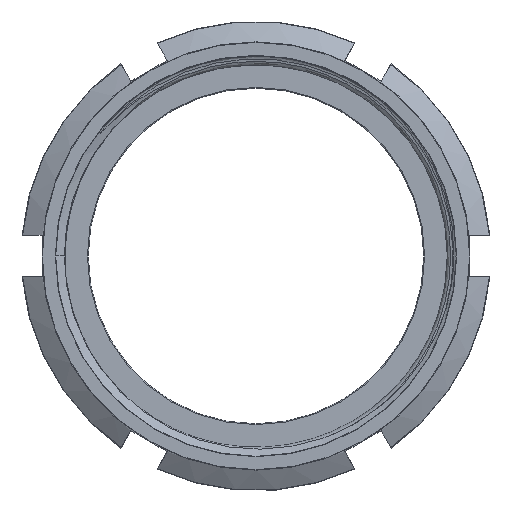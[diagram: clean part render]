
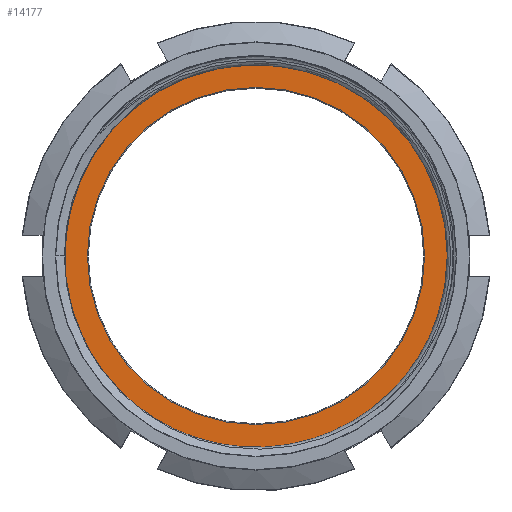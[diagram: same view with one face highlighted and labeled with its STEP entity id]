
A CAD part, left-side view. The second image highlights one B-rep face of the part: STEP entity #14177.
In plain terms, the highlighted planar face has unit normal (-1, 0, 0).
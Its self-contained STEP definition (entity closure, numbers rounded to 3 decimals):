
#677 = ORIENTED_EDGE ( 'NONE', *, *, #18370, .T. ) ;
#1012 = CARTESIAN_POINT ( 'NONE',  ( -4., -40.2, 0. ) ) ;
#1380 = AXIS2_PLACEMENT_3D ( 'NONE', #1898, #13931, #12558 ) ;
#1898 = CARTESIAN_POINT ( 'NONE',  ( -4., 0., 0. ) ) ;
#2503 = CARTESIAN_POINT ( 'NONE',  ( -4., 0., 0. ) ) ;
#2661 = AXIS2_PLACEMENT_3D ( 'NONE', #2503, #14106, #5494 ) ;
#2855 = DIRECTION ( 'NONE',  ( 1., 0., 0. ) ) ;
#3084 = VERTEX_POINT ( 'NONE', #9624 ) ;
#3518 = FACE_BOUND ( 'NONE', #6867, .T. ) ;
#3725 = DIRECTION ( 'NONE',  ( 0., -1., 0. ) ) ;
#4506 = CARTESIAN_POINT ( 'NONE',  ( -4., 0., 0. ) ) ;
#5494 = DIRECTION ( 'NONE',  ( 0., -1., 0. ) ) ;
#5717 = DIRECTION ( 'NONE',  ( 0., -1., 0. ) ) ;
#6501 = CIRCLE ( 'NONE', #6536, 47.732 ) ;
#6536 = AXIS2_PLACEMENT_3D ( 'NONE', #12444, #18078, #3725 ) ;
#6783 = CARTESIAN_POINT ( 'NONE',  ( -4., 47.932, 0. ) ) ;
#6867 = EDGE_LOOP ( 'NONE', ( #10816, #18183 ) ) ;
#7343 = EDGE_CURVE ( 'NONE', #12745, #10810, #14688, .T. ) ;
#7908 = EDGE_LOOP ( 'NONE', ( #677, #14398 ) ) ;
#9624 = CARTESIAN_POINT ( 'NONE',  ( -4., 47.732, 0. ) ) ;
#9743 = EDGE_CURVE ( 'NONE', #10810, #12745, #13930, .T. ) ;
#9844 = AXIS2_PLACEMENT_3D ( 'NONE', #4506, #2855, #5717 ) ;
#10810 = VERTEX_POINT ( 'NONE', #1012 ) ;
#10816 = ORIENTED_EDGE ( 'NONE', *, *, #9743, .T. ) ;
#12444 = CARTESIAN_POINT ( 'NONE',  ( -4., 0., 0. ) ) ;
#12558 = DIRECTION ( 'NONE',  ( 0., -1., 0. ) ) ;
#12593 = DIRECTION ( 'NONE',  ( -1., 0., 0. ) ) ;
#12745 = VERTEX_POINT ( 'NONE', #14354 ) ;
#12761 = VERTEX_POINT ( 'NONE', #14484 ) ;
#13035 = PLANE ( 'NONE',  #13567 ) ;
#13567 = AXIS2_PLACEMENT_3D ( 'NONE', #6783, #12593, #17183 ) ;
#13930 = CIRCLE ( 'NONE', #9844, 40.2 ) ;
#13931 = DIRECTION ( 'NONE',  ( 1., 0., 0. ) ) ;
#14106 = DIRECTION ( 'NONE',  ( -1., 0., 0. ) ) ;
#14123 = FACE_OUTER_BOUND ( 'NONE', #7908, .T. ) ;
#14177 = ADVANCED_FACE ( 'NONE', ( #3518, #14123 ), #13035, .T. ) ;
#14354 = CARTESIAN_POINT ( 'NONE',  ( -4., 40.2, 0. ) ) ;
#14398 = ORIENTED_EDGE ( 'NONE', *, *, #17764, .T. ) ;
#14484 = CARTESIAN_POINT ( 'NONE',  ( -4., -47.732, 0. ) ) ;
#14688 = CIRCLE ( 'NONE', #1380, 40.2 ) ;
#17183 = DIRECTION ( 'NONE',  ( 0., -1., 0. ) ) ;
#17674 = CIRCLE ( 'NONE', #2661, 47.732 ) ;
#17764 = EDGE_CURVE ( 'NONE', #3084, #12761, #6501, .T. ) ;
#18078 = DIRECTION ( 'NONE',  ( -1., 0., 0. ) ) ;
#18183 = ORIENTED_EDGE ( 'NONE', *, *, #7343, .T. ) ;
#18370 = EDGE_CURVE ( 'NONE', #12761, #3084, #17674, .T. ) ;
